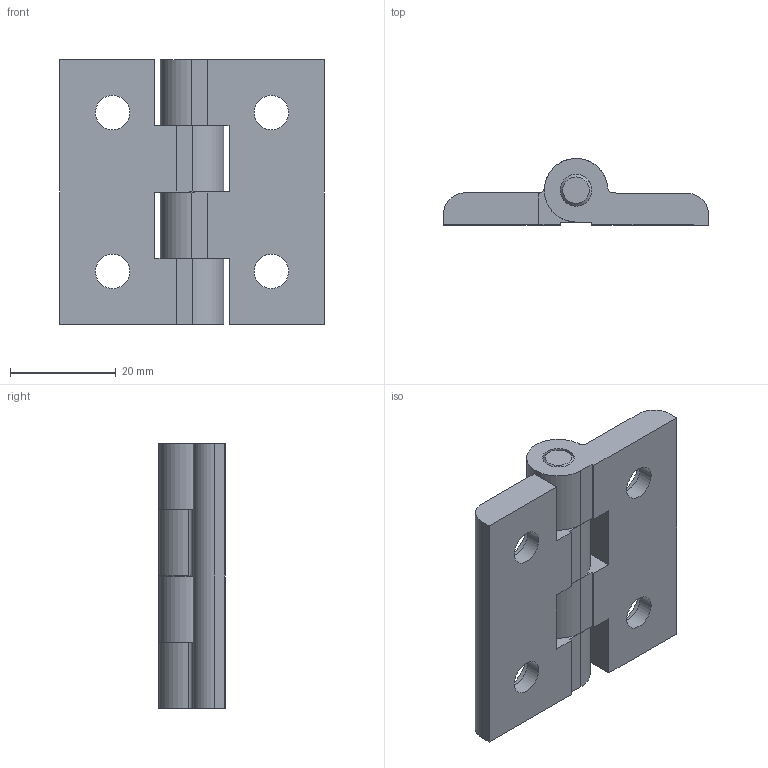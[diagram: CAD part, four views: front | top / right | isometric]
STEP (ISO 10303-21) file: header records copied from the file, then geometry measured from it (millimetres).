
FILE_DESCRIPTION(/* description */ (''),/* implementation_level */ '2;1');
FILE_NAME(/* name */ 'CCRYY0000063.stp',/* time_stamp */ '2018-07-30T11:57:27+02:00',/* author */ ('fzagni'),/* organization */ (''),/* preprocessor_version */ 'ST-DEVELOPER v16.1',/* originating_system */ 'Autodesk Inventor 2016',/* authorisation */ '');
FILE_SCHEMA (('AUTOMOTIVE_DESIGN { 1 0 10303 214 3 1 1 }'));
Length unit declared in the file: millimetre
Products named in the file (3): 440000005448; 440000005447; CCRYY0000063
Assembly tree (3 placements, depth 2):
  CCRYY0000063
    440000005448  x2
    440000005447
Bounding box: 49.99 x 12.57 x 50 mm (x, y, z)
Volume: 15403.4 mm3; surface area: 9530.4 mm2
Topology: 3 solids, 3 shells, 59 faces, 161 edges, 104 vertices
Faces by surface type: plane 30, cylinder 23, cone 6
Full cylindrical faces by diameter (mm): 6 x5, 6.5 x4, 12.5 x4
Entity records: 1015 total; most frequent: DIRECTION 171, CARTESIAN_POINT 171, ORIENTED_EDGE 142, EDGE_CURVE 71, AXIS2_PLACEMENT_3D 64, VERTEX_POINT 52, EDGE_LOOP 49, LINE 43
